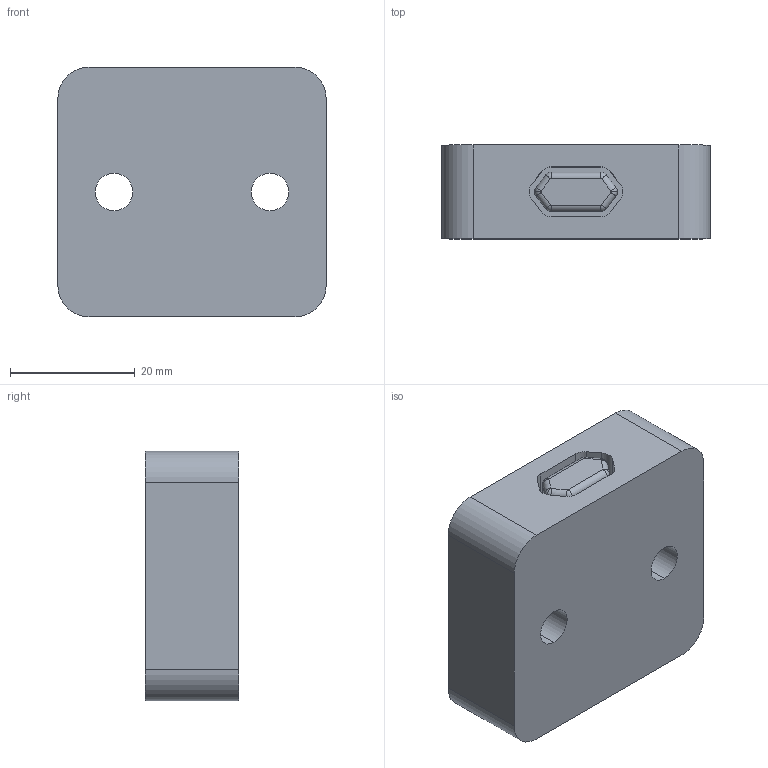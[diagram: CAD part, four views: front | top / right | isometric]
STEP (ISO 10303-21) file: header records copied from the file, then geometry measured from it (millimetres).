
FILE_DESCRIPTION (( 'STEP AP214' ), '1' );
FILE_NAME ('Tightener - outer.STEP', '2015-10-26T08:21:00', ( '' ), ( '' ), 'SwSTEP 2.0', 'SolidWorks 2015', '' );
FILE_SCHEMA (( 'AUTOMOTIVE_DESIGN' ));
Length unit declared in the file: millimetre
Products named in the file (1): Tightener - outer
Bounding box: 43 x 15 x 40 mm (x, y, z)
Volume: 22812.1 mm3; surface area: 8571.6 mm2
Topology: 2 solids, 2 shells, 81 faces, 199 edges, 124 vertices
Faces by surface type: cylinder 38, plane 27, torus 16
Entity records: 2462 total; most frequent: DIRECTION 461, CARTESIAN_POINT 405, ORIENTED_EDGE 398, EDGE_CURVE 199, AXIS2_PLACEMENT_3D 180, VERTEX_POINT 124, LINE 101, VECTOR 101
